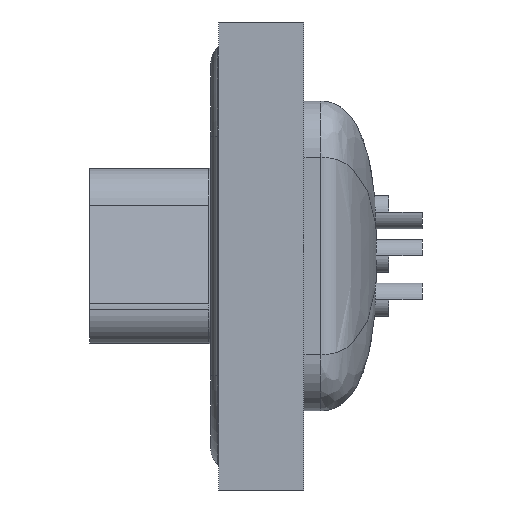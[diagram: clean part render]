
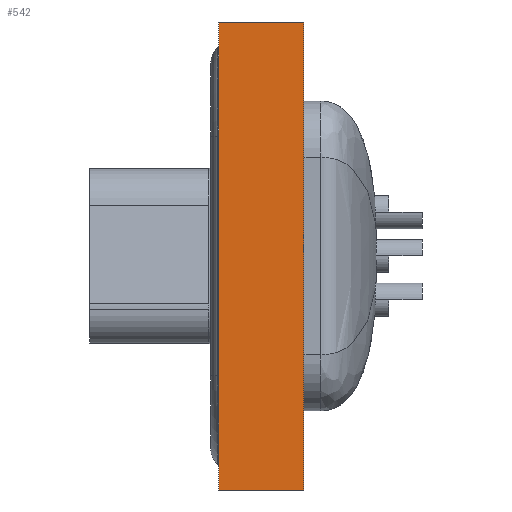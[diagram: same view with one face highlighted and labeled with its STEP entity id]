
A CAD part, left-side view. The second image highlights one B-rep face of the part: STEP entity #542.
In plain terms, the highlighted planar face has unit normal (-1, 0, 0).
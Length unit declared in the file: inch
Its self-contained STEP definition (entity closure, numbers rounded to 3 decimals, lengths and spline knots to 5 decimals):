
#524 = ORIENTED_EDGE ( 'NONE', *, *, #534, .T. ) ;
#526 = EDGE_CURVE ( 'NONE', #741, #528, #4300, .T. ) ;
#528 = VERTEX_POINT ( 'NONE', #4290 ) ;
#531 = VERTEX_POINT ( 'NONE', #4289 ) ;
#532 = ORIENTED_EDGE ( 'NONE', *, *, #526, .F. ) ;
#534 = EDGE_CURVE ( 'NONE', #531, #528, #4287, .T. ) ;
#542 = ADVANCED_FACE ( 'NONE', ( #4267 ), #4266, .F. ) ;
#567 = EDGE_LOOP ( 'NONE', ( #524, #532, #738, #752 ) ) ;
#738 = ORIENTED_EDGE ( 'NONE', *, *, #749, .F. ) ;
#739 = VERTEX_POINT ( 'NONE', #4705 ) ;
#741 = VERTEX_POINT ( 'NONE', #4704 ) ;
#749 = EDGE_CURVE ( 'NONE', #739, #741, #4689, .T. ) ;
#750 = EDGE_CURVE ( 'NONE', #739, #531, #4685, .T. ) ;
#752 = ORIENTED_EDGE ( 'NONE', *, *, #750, .T. ) ;
#4266 = PLANE ( 'NONE',  #4336 ) ;
#4267 = FACE_OUTER_BOUND ( 'NONE', #567, .T. ) ;
#4284 = DIRECTION ( 'NONE',  ( 0., 0., 1. ) ) ;
#4285 = VECTOR ( 'NONE', #4284, 39.37008 ) ;
#4286 = CARTESIAN_POINT ( 'NONE',  ( -0.77559, -0.07579, -0.41535 ) ) ;
#4287 = LINE ( 'NONE', #4286, #4285 ) ;
#4289 = CARTESIAN_POINT ( 'NONE',  ( -0.77559, -0.07579, -0.41535 ) ) ;
#4290 = CARTESIAN_POINT ( 'NONE',  ( -0.77559, -0.07579, 0.41535 ) ) ;
#4291 = DIRECTION ( 'NONE',  ( 0., -1., 0. ) ) ;
#4293 = VECTOR ( 'NONE', #4291, 39.37008 ) ;
#4294 = CARTESIAN_POINT ( 'NONE',  ( -0.77559, 0.07579, 0.41535 ) ) ;
#4300 = LINE ( 'NONE', #4294, #4293 ) ;
#4333 = DIRECTION ( 'NONE',  ( 0., 0., -1. ) ) ;
#4334 = DIRECTION ( 'NONE',  ( 1., 0., 0. ) ) ;
#4335 = CARTESIAN_POINT ( 'NONE',  ( -0.77559, 0.07579, -0.41535 ) ) ;
#4336 = AXIS2_PLACEMENT_3D ( 'NONE', #4335, #4334, #4333 ) ;
#4682 = DIRECTION ( 'NONE',  ( 0., -1., 0. ) ) ;
#4683 = VECTOR ( 'NONE', #4682, 39.37008 ) ;
#4684 = CARTESIAN_POINT ( 'NONE',  ( -0.77559, 0.07579, -0.41535 ) ) ;
#4685 = LINE ( 'NONE', #4684, #4683 ) ;
#4686 = DIRECTION ( 'NONE',  ( 0., 0., 1. ) ) ;
#4687 = VECTOR ( 'NONE', #4686, 39.37008 ) ;
#4688 = CARTESIAN_POINT ( 'NONE',  ( -0.77559, 0.07579, -0.41535 ) ) ;
#4689 = LINE ( 'NONE', #4688, #4687 ) ;
#4704 = CARTESIAN_POINT ( 'NONE',  ( -0.77559, 0.07579, 0.41535 ) ) ;
#4705 = CARTESIAN_POINT ( 'NONE',  ( -0.77559, 0.07579, -0.41535 ) ) ;
